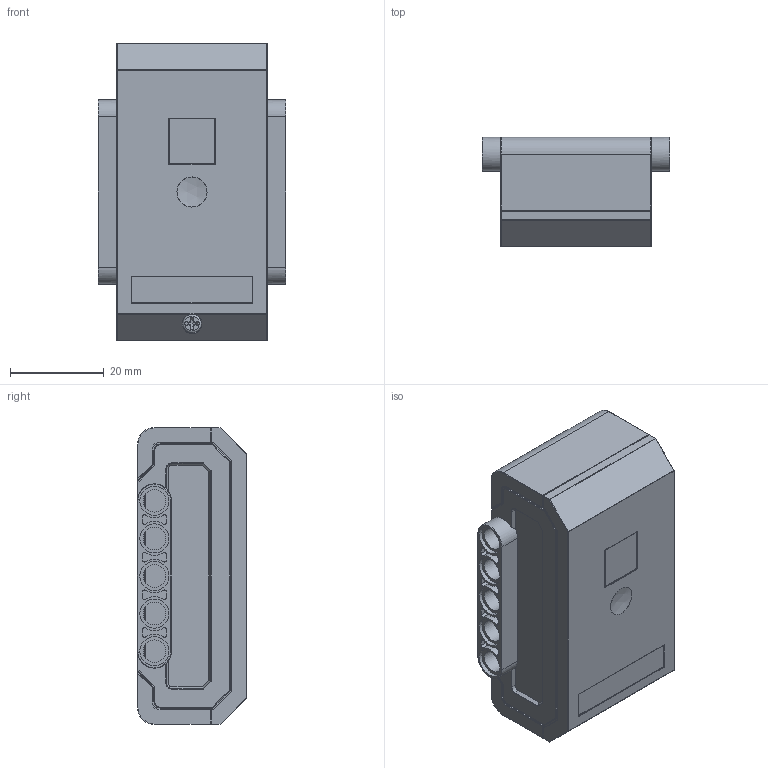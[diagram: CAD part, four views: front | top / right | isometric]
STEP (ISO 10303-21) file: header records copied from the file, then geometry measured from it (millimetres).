
FILE_DESCRIPTION(/* description */ (''),/* implementation_level */ '2;1');
FILE_NAME(/* name */ '72156.stp',/* time_stamp */ '2016-12-08T14:27:22-08:00',/* author */ ('kohfeld'),/* organization */ (''),/* preprocessor_version */ 'ST-DEVELOPER v16.1',/* originating_system */ 'Autodesk Inventor 2016',/* authorisation */ '');
FILE_SCHEMA (('AUTOMOTIVE_DESIGN { 1 0 10303 214 3 1 1 }'));
Length unit declared in the file: millimetre
Products named in the file (11): 76607p01-White; 11235-TransBlackIRLens; 11235-LtBluishGray; 76608-White; 11236-LtBluishGray; 76610-LtBluishGray; u9013-Black; 76607c01; 11237-Red; 76609-LtBluishGray; 72156
Assembly tree (17 placements, depth 3):
  72156
    76607c01
      76607p01-White
      11235-TransBlackIRLens
      11235-LtBluishGray
      76608-White
      11236-LtBluishGray
      76610-LtBluishGray  x4
      u9013-Black  x4
    11237-Red
    u9013-Black
    76609-LtBluishGray
Bounding box: 40 x 23.2 x 63.2 mm (x, y, z)
Volume: 15607.5 mm3; surface area: 28053.3 mm2
Topology: 18 solids, 38 shells, 1606 faces, 3619 edges, 2093 vertices
Faces by surface type: cylinder 677, plane 579, sphere 179, torus 96, bspline 38, cone 37
Full cylindrical faces by diameter (mm): 2 x4, 2.4 x6, 2.5 x5, 2.8 x1, 3.92 x5, 4 x7, 4.8 x11, 6.2 x10
Entity records: 39620 total; most frequent: CARTESIAN_POINT 7307, DIRECTION 7166, ORIENTED_EDGE 6298, EDGE_CURVE 3148, AXIS2_PLACEMENT_3D 2704, VERTEX_POINT 1862, LINE 1758, VECTOR 1758
